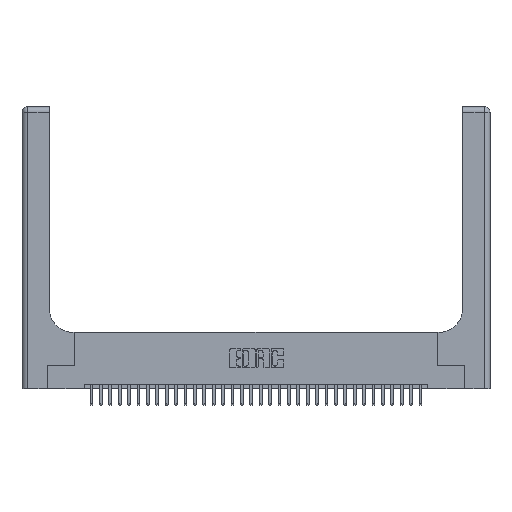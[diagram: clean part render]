
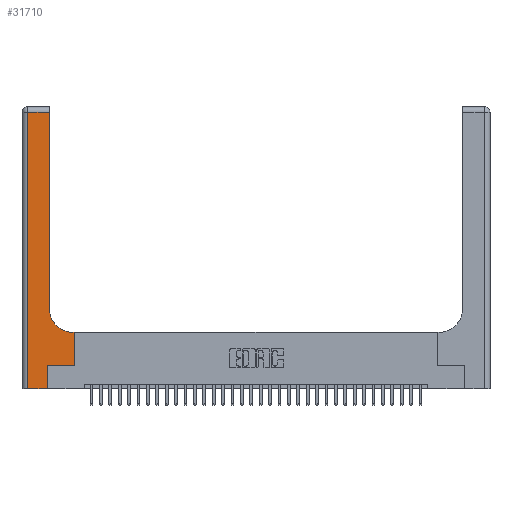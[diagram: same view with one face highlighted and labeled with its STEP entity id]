
A CAD part, top view. The second image highlights one B-rep face of the part: STEP entity #31710.
In plain terms, the highlighted planar face has unit normal (0, 0, 1).
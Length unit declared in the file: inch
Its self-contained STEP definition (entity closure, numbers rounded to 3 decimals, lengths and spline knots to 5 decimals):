
#737 = DIRECTION ( 'NONE',  ( -1., 0., 0. ) ) ;
#1028 = CARTESIAN_POINT ( 'NONE',  ( 0.5415, 0.6, 0.37 ) ) ;
#1259 = VERTEX_POINT ( 'NONE', #5080 ) ;
#1273 = VERTEX_POINT ( 'NONE', #26277 ) ;
#2513 = VECTOR ( 'NONE', #9997, 39.37008 ) ;
#2633 = EDGE_CURVE ( 'NONE', #14271, #9001, #30485, .T. ) ;
#2797 = PLANE ( 'NONE',  #26366 ) ;
#3402 = VECTOR ( 'NONE', #21074, 39.37008 ) ;
#4207 = CARTESIAN_POINT ( 'NONE',  ( 0.269, 0.25, 0.37 ) ) ;
#4230 = EDGE_CURVE ( 'NONE', #34069, #16258, #18312, .T. ) ;
#5080 = CARTESIAN_POINT ( 'NONE',  ( 0.06, 2.94, 0.37 ) ) ;
#5191 = CARTESIAN_POINT ( 'NONE',  ( 0.5585, 0.6, 0.37 ) ) ;
#5484 = DIRECTION ( 'NONE',  ( -1., 0., 0. ) ) ;
#5575 = CIRCLE ( 'NONE', #24566, 0.25 ) ;
#5676 = CARTESIAN_POINT ( 'NONE',  ( 0.2915, 3., 0.37 ) ) ;
#6071 = ORIENTED_EDGE ( 'NONE', *, *, #17030, .T. ) ;
#6248 = CARTESIAN_POINT ( 'NONE',  ( 0.5415, 0.85, 0.37 ) ) ;
#6379 = VERTEX_POINT ( 'NONE', #13330 ) ;
#7480 = ORIENTED_EDGE ( 'NONE', *, *, #18729, .T. ) ;
#8159 = EDGE_CURVE ( 'NONE', #22056, #14271, #5575, .T. ) ;
#8905 = DIRECTION ( 'NONE',  ( 1., 0., 0. ) ) ;
#9001 = VERTEX_POINT ( 'NONE', #31779 ) ;
#9317 = VECTOR ( 'NONE', #21524, 39.37008 ) ;
#9370 = VECTOR ( 'NONE', #27527, 39.37008 ) ;
#9781 = FACE_OUTER_BOUND ( 'NONE', #19640, .T. ) ;
#9959 = VECTOR ( 'NONE', #28026, 39.37008 ) ;
#9979 = CARTESIAN_POINT ( 'NONE',  ( 0.06, 3., 0.37 ) ) ;
#9997 = DIRECTION ( 'NONE',  ( -1., 0., 0. ) ) ;
#10174 = LINE ( 'NONE', #22287, #9370 ) ;
#11211 = VECTOR ( 'NONE', #32562, 39.37008 ) ;
#11963 = VECTOR ( 'NONE', #31217, 39.37008 ) ;
#13180 = CARTESIAN_POINT ( 'NONE',  ( 0.269, 0., 0.37 ) ) ;
#13317 = CARTESIAN_POINT ( 'NONE',  ( 0., 3., 0.37 ) ) ;
#13330 = CARTESIAN_POINT ( 'NONE',  ( 0.5585, 0.25, 0.37 ) ) ;
#13343 = VECTOR ( 'NONE', #737, 39.37008 ) ;
#14186 = ORIENTED_EDGE ( 'NONE', *, *, #28033, .T. ) ;
#14271 = VERTEX_POINT ( 'NONE', #22148 ) ;
#16258 = VERTEX_POINT ( 'NONE', #4207 ) ;
#16564 = CARTESIAN_POINT ( 'NONE',  ( 0.2915, 0.6, 0.37 ) ) ;
#16596 = LINE ( 'NONE', #24542, #11211 ) ;
#17030 = EDGE_CURVE ( 'NONE', #1259, #1273, #19021, .T. ) ;
#17605 = ORIENTED_EDGE ( 'NONE', *, *, #24856, .T. ) ;
#18312 = LINE ( 'NONE', #13180, #3402 ) ;
#18729 = EDGE_CURVE ( 'NONE', #16258, #6379, #10174, .T. ) ;
#19021 = LINE ( 'NONE', #9979, #11963 ) ;
#19640 = EDGE_LOOP ( 'NONE', ( #28587, #28045, #6071, #17605, #30297, #7480, #34082, #14186, #24646 ) ) ;
#20540 = CARTESIAN_POINT ( 'NONE',  ( 0., 2.94, 0.37 ) ) ;
#21074 = DIRECTION ( 'NONE',  ( 0., 1., 0. ) ) ;
#21331 = DIRECTION ( 'NONE',  ( 0., 0., -1. ) ) ;
#21524 = DIRECTION ( 'NONE',  ( 0., 1., 0. ) ) ;
#22056 = VERTEX_POINT ( 'NONE', #1028 ) ;
#22148 = CARTESIAN_POINT ( 'NONE',  ( 0.2915, 0.85, 0.37 ) ) ;
#22287 = CARTESIAN_POINT ( 'NONE',  ( 0.269, 0.25, 0.37 ) ) ;
#22945 = CARTESIAN_POINT ( 'NONE',  ( 0.269, 0., 0.37 ) ) ;
#23657 = LINE ( 'NONE', #20540, #2513 ) ;
#24156 = EDGE_CURVE ( 'NONE', #9001, #1259, #23657, .T. ) ;
#24542 = CARTESIAN_POINT ( 'NONE',  ( 0., 0., 0.37 ) ) ;
#24566 = AXIS2_PLACEMENT_3D ( 'NONE', #6248, #24762, #8905 ) ;
#24646 = ORIENTED_EDGE ( 'NONE', *, *, #8159, .T. ) ;
#24762 = DIRECTION ( 'NONE',  ( 0., 0., -1. ) ) ;
#24856 = EDGE_CURVE ( 'NONE', #1273, #34069, #16596, .T. ) ;
#25074 = EDGE_CURVE ( 'NONE', #6379, #27230, #31128, .T. ) ;
#25462 = CARTESIAN_POINT ( 'NONE',  ( 0.5585, 0.25, 0.37 ) ) ;
#26277 = CARTESIAN_POINT ( 'NONE',  ( 0.06, 0., 0.37 ) ) ;
#26366 = AXIS2_PLACEMENT_3D ( 'NONE', #13317, #21331, #5484 ) ;
#27230 = VERTEX_POINT ( 'NONE', #5191 ) ;
#27527 = DIRECTION ( 'NONE',  ( 1., 0., 0. ) ) ;
#28026 = DIRECTION ( 'NONE',  ( 0., 1., 0. ) ) ;
#28033 = EDGE_CURVE ( 'NONE', #27230, #22056, #33729, .T. ) ;
#28045 = ORIENTED_EDGE ( 'NONE', *, *, #24156, .T. ) ;
#28587 = ORIENTED_EDGE ( 'NONE', *, *, #2633, .T. ) ;
#30297 = ORIENTED_EDGE ( 'NONE', *, *, #4230, .T. ) ;
#30485 = LINE ( 'NONE', #5676, #9317 ) ;
#31128 = LINE ( 'NONE', #25462, #9959 ) ;
#31217 = DIRECTION ( 'NONE',  ( 0., -1., 0. ) ) ;
#31710 = ADVANCED_FACE ( 'NONE', ( #9781 ), #2797, .F. ) ;
#31779 = CARTESIAN_POINT ( 'NONE',  ( 0.2915, 2.94, 0.37 ) ) ;
#32562 = DIRECTION ( 'NONE',  ( 1., 0., 0. ) ) ;
#33729 = LINE ( 'NONE', #16564, #13343 ) ;
#34069 = VERTEX_POINT ( 'NONE', #22945 ) ;
#34082 = ORIENTED_EDGE ( 'NONE', *, *, #25074, .T. ) ;
